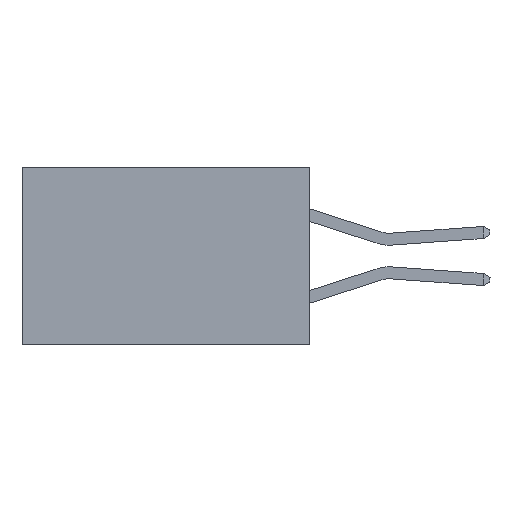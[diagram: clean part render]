
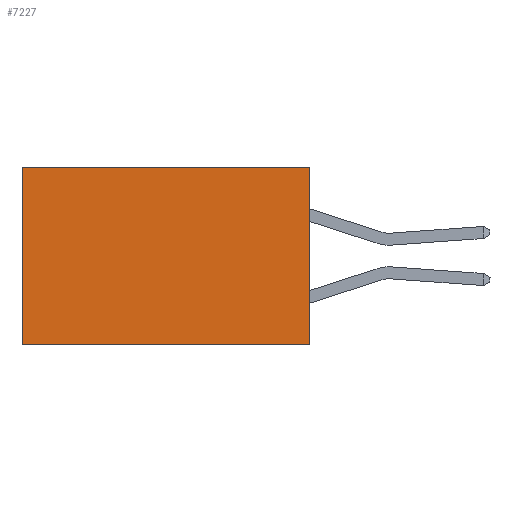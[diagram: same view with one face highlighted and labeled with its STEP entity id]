
A CAD part, left-side view. The second image highlights one B-rep face of the part: STEP entity #7227.
In plain terms, the highlighted planar face has unit normal (-1, 0, 0).
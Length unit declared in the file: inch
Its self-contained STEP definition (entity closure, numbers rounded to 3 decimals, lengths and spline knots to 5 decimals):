
#1 = ORIENTED_EDGE ( 'NONE', *, *, #5527, .F. ) ;
#159 = EDGE_CURVE ( 'NONE', #9596, #583, #9742, .T. ) ;
#232 = CARTESIAN_POINT ( 'NONE',  ( 0.2615, 0.6, -0.37 ) ) ;
#583 = VERTEX_POINT ( 'NONE', #7941 ) ;
#1212 = AXIS2_PLACEMENT_3D ( 'NONE', #6750, #3717, #7544 ) ;
#1372 = CARTESIAN_POINT ( 'NONE',  ( 0.2615, 0., -0.37 ) ) ;
#1515 = CARTESIAN_POINT ( 'NONE',  ( 0.2615, 0., 0. ) ) ;
#1586 = DIRECTION ( 'NONE',  ( 0., 1., 0. ) ) ;
#1776 = EDGE_CURVE ( 'NONE', #9596, #8666, #2698, .T. ) ;
#1807 = FACE_OUTER_BOUND ( 'NONE', #4437, .T. ) ;
#2471 = DIRECTION ( 'NONE',  ( 0., 0., -1. ) ) ;
#2698 = LINE ( 'NONE', #3068, #2941 ) ;
#2778 = CARTESIAN_POINT ( 'NONE',  ( 0.2615, 0., -0.37 ) ) ;
#2934 = PLANE ( 'NONE',  #1212 ) ;
#2941 = VECTOR ( 'NONE', #3852, 39.37008 ) ;
#3068 = CARTESIAN_POINT ( 'NONE',  ( 0.2615, 0., -0.37 ) ) ;
#3347 = LINE ( 'NONE', #8493, #9282 ) ;
#3717 = DIRECTION ( 'NONE',  ( 1., 0., 0. ) ) ;
#3852 = DIRECTION ( 'NONE',  ( 0., 0., -1. ) ) ;
#4028 = EDGE_CURVE ( 'NONE', #583, #5380, #3347, .T. ) ;
#4437 = EDGE_LOOP ( 'NONE', ( #6603, #1, #5292, #5309 ) ) ;
#4534 = CARTESIAN_POINT ( 'NONE',  ( 0.2615, 0., 0. ) ) ;
#4970 = VECTOR ( 'NONE', #1586, 39.37008 ) ;
#5292 = ORIENTED_EDGE ( 'NONE', *, *, #1776, .F. ) ;
#5309 = ORIENTED_EDGE ( 'NONE', *, *, #159, .T. ) ;
#5380 = VERTEX_POINT ( 'NONE', #232 ) ;
#5527 = EDGE_CURVE ( 'NONE', #8666, #5380, #7234, .T. ) ;
#6072 = DIRECTION ( 'NONE',  ( 0., 1., 0. ) ) ;
#6603 = ORIENTED_EDGE ( 'NONE', *, *, #4028, .T. ) ;
#6750 = CARTESIAN_POINT ( 'NONE',  ( 0.2615, 0., -0.37 ) ) ;
#7227 = ADVANCED_FACE ( 'NONE', ( #1807 ), #2934, .F. ) ;
#7234 = LINE ( 'NONE', #1372, #4970 ) ;
#7544 = DIRECTION ( 'NONE',  ( 0., 0., -1. ) ) ;
#7585 = VECTOR ( 'NONE', #6072, 39.37008 ) ;
#7941 = CARTESIAN_POINT ( 'NONE',  ( 0.2615, 0.6, 0. ) ) ;
#8493 = CARTESIAN_POINT ( 'NONE',  ( 0.2615, 0.6, -0.37 ) ) ;
#8666 = VERTEX_POINT ( 'NONE', #2778 ) ;
#9282 = VECTOR ( 'NONE', #2471, 39.37008 ) ;
#9596 = VERTEX_POINT ( 'NONE', #1515 ) ;
#9742 = LINE ( 'NONE', #4534, #7585 ) ;
